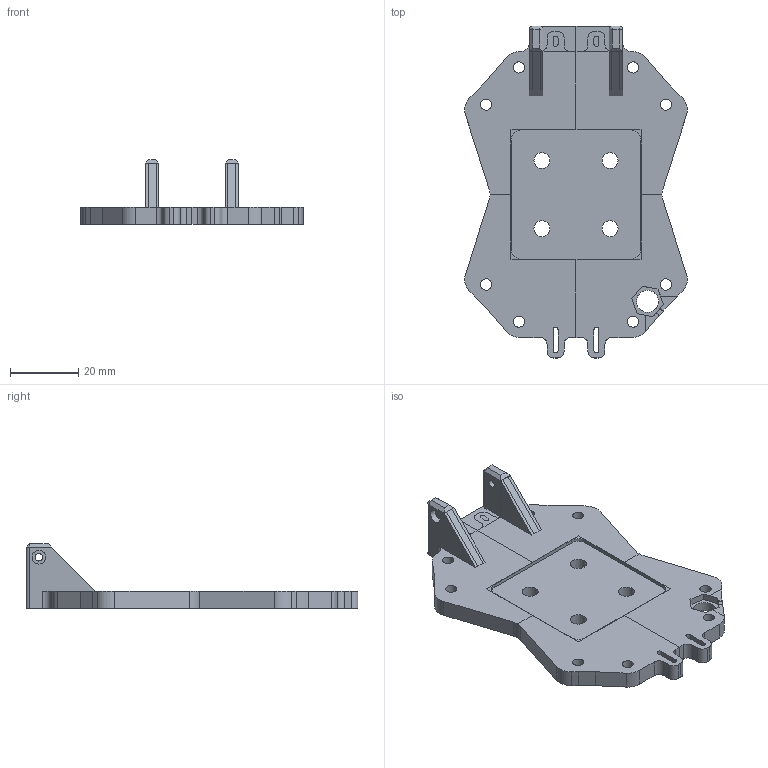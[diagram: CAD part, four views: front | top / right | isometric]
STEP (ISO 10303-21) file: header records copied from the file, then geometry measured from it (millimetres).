
FILE_DESCRIPTION(('FreeCAD Model'),'2;1');
FILE_NAME('Open CASCADE Shape Model','2025-05-09T22:12:29',(''),(''), 'Open CASCADE STEP processor 7.8','FreeCAD','Unknown');
FILE_SCHEMA(('AUTOMOTIVE_DESIGN { 1 0 10303 214 1 1 1 1 }'));
Length unit declared in the file: millimetre
Products named in the file (1): Top
Bounding box: 65.37 x 97.5 x 19 mm (x, y, z)
Volume: 23807.5 mm3; surface area: 13018.7 mm2
Topology: 1 solids, 1 shells, 205 faces, 659 edges, 465 vertices
Faces by surface type: plane 150, cylinder 51, cone 4
Full cylindrical faces by diameter (mm): 2.2 x2, 3.3 x8, 4 x2, 4.7 x4, 6.5 x1
Entity records: 16436 total; most frequent: CARTESIAN_POINT 3416, DIRECTION 2447, LINE 1537, VECTOR 1537, ORIENTED_EDGE 1318, PCURVE 1318, DEFINITIONAL_REPRESENTATION 1318, EDGE_CURVE 659
